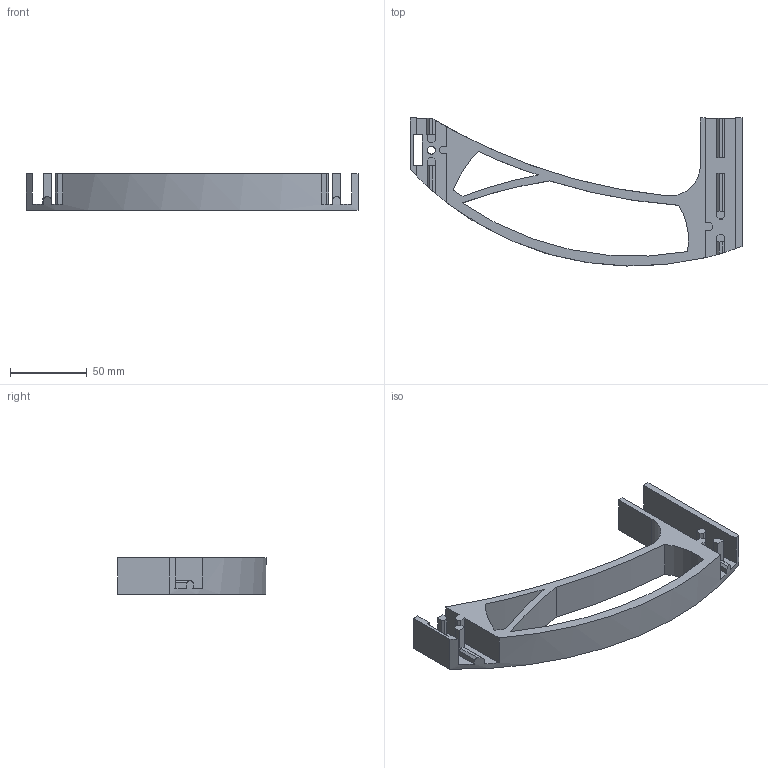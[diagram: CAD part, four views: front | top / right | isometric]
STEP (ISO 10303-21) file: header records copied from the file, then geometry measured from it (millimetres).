
FILE_DESCRIPTION(/* description */ (''),/* implementation_level */ '2;1');
FILE_NAME(/* name */ 'ORR_Rack_End_Left_Stackable.step.step',/* time_stamp */ '2022-10-28T16:56:46+11:00',/* author */ (''),/* organization */ (''),/* preprocessor_version */ 'ST-DEVELOPER v19',/* originating_system */ 'Autodesk Translation Framework v11.7.0.108',/* authorisation */ '');
FILE_SCHEMA (('AUTOMOTIVE_DESIGN { 1 0 10303 214 3 1 1 }'));
Length unit declared in the file: millimetre
Products named in the file (1): OS_Reel_Rack_Dividers_adjusted (v16~recovered)
Bounding box: 217 x 96.76 x 24 mm (x, y, z)
Volume: 105753.4 mm3; surface area: 45166.8 mm2
Topology: 1 solids, 1 shells, 95 faces, 277 edges, 184 vertices
Faces by surface type: plane 81, cylinder 13, cone 1
Full cylindrical faces by diameter (mm): 4.4 x1, 5.2 x1
Entity records: 3166 total; most frequent: CARTESIAN_POINT 557, ORIENTED_EDGE 554, DIRECTION 511, EDGE_CURVE 277, LINE 235, VECTOR 235, VERTEX_POINT 184, AXIS2_PLACEMENT_3D 138
